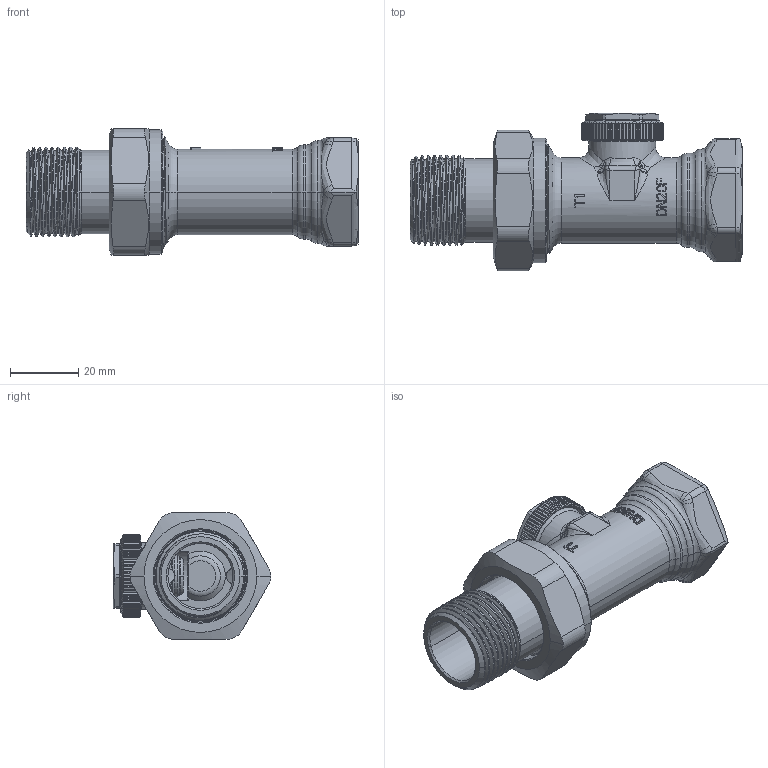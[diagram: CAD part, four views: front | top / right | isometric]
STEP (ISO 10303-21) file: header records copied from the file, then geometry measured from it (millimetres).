
FILE_DESCRIPTION((''),'2;1');
FILE_NAME('0332-03-000-GEWINDE_SW0001','2016-10-26T',('marann'),(''),'PRO/ENGINEER BY PARAMETRIC TECHNOLOGY CORPORATION, 2011490','PRO/ENGINEER BY PARAMETRIC TECHNOLOGY CORPORATION, 2011490','');
FILE_SCHEMA(('CONFIG_CONTROL_DESIGN'));
Products named in the file (1): 0332-03-000-GEWINDE_SW0001
Bounding box: 97.1 x 46.09 x 37 mm (x, y, z)
Volume: 36193.2 mm3; surface area: 26755.9 mm2
Topology: 1 solids, 1 shells, 909 faces, 2408 edges, 1512 vertices
Faces by surface type: plane 348, cylinder 231, bspline 137, cone 106, torus 87
Entity records: 50995 total; most frequent: CARTESIAN_POINT 30488, ORIENTED_EDGE 4804, DIRECTION 3589, EDGE_CURVE 2402, VERTEX_POINT 1512, AXIS2_PLACEMENT_3D 1433, B_SPLINE_CURVE_WITH_KNOTS 1018, EDGE_LOOP 934
